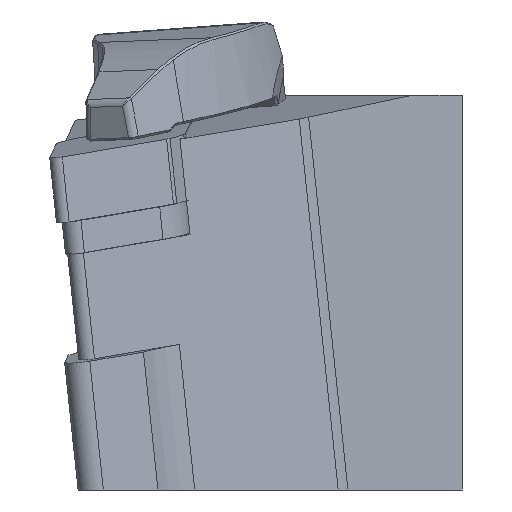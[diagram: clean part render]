
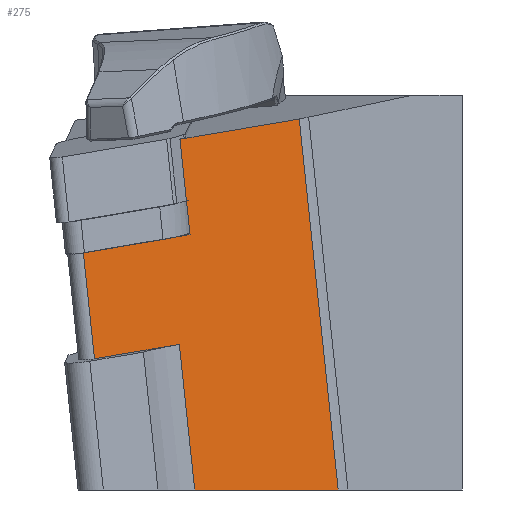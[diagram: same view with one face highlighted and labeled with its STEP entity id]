
A CAD part, left-side view. The second image highlights one B-rep face of the part: STEP entity #275.
In plain terms, the highlighted planar face has unit normal (-0.849, -0.527, -0.034).
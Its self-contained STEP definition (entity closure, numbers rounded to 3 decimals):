
#275=ADVANCED_FACE('',(#475),#406,.T.);
#406=PLANE('',#2369);
#475=FACE_OUTER_BOUND('',#605,.T.);
#605=EDGE_LOOP('',(#804,#805,#806,#807,#808,#809,#810,#811,#812));
#804=ORIENTED_EDGE('',*,*,#1694,.T.);
#805=ORIENTED_EDGE('',*,*,#1695,.T.);
#806=ORIENTED_EDGE('',*,*,#1696,.T.);
#807=ORIENTED_EDGE('',*,*,#1697,.T.);
#808=ORIENTED_EDGE('',*,*,#1698,.F.);
#809=ORIENTED_EDGE('',*,*,#1699,.F.);
#810=ORIENTED_EDGE('',*,*,#1666,.T.);
#811=ORIENTED_EDGE('',*,*,#1642,.F.);
#812=ORIENTED_EDGE('',*,*,#1646,.T.);
#1425=VERTEX_POINT('',#3098);
#1426=VERTEX_POINT('',#3100);
#1427=VERTEX_POINT('',#3105);
#1445=VERTEX_POINT('',#3180);
#1467=VERTEX_POINT('',#3235);
#1468=VERTEX_POINT('',#3237);
#1469=VERTEX_POINT('',#3239);
#1470=VERTEX_POINT('',#3241);
#1471=VERTEX_POINT('',#3243);
#1642=EDGE_CURVE('',#1425,#1426,#1985,.T.);
#1646=EDGE_CURVE('',#1425,#1427,#1988,.T.);
#1666=EDGE_CURVE('',#1445,#1426,#2000,.T.);
#1694=EDGE_CURVE('',#1427,#1467,#2027,.T.);
#1695=EDGE_CURVE('',#1467,#1468,#2028,.T.);
#1696=EDGE_CURVE('',#1468,#1469,#2029,.T.);
#1697=EDGE_CURVE('',#1469,#1470,#2030,.T.);
#1698=EDGE_CURVE('',#1471,#1470,#2031,.T.);
#1699=EDGE_CURVE('',#1445,#1471,#2032,.T.);
#1985=LINE('',#3099,#2173);
#1988=LINE('',#3106,#2176);
#2000=LINE('',#3179,#2188);
#2027=LINE('',#3234,#2215);
#2028=LINE('',#3236,#2216);
#2029=LINE('',#3238,#2217);
#2030=LINE('',#3240,#2218);
#2031=LINE('',#3242,#2219);
#2032=LINE('',#3244,#2220);
#2173=VECTOR('',#2544,1.);
#2176=VECTOR('',#2551,1.);
#2188=VECTOR('',#2579,1.);
#2215=VECTOR('',#2618,1.);
#2216=VECTOR('',#2619,1.);
#2217=VECTOR('',#2620,1.);
#2218=VECTOR('',#2621,1.);
#2219=VECTOR('',#2622,1.);
#2220=VECTOR('',#2623,1.);
#2369=AXIS2_PLACEMENT_3D('',#3245,#2624,#2625);
#2544=DIRECTION('',(-0.105,0.104,0.989));
#2551=DIRECTION('',(-0.518,0.843,-0.143));
#2579=DIRECTION('',(-0.518,0.843,-0.143));
#2618=DIRECTION('',(-0.518,0.843,-0.143));
#2619=DIRECTION('',(0.105,-0.104,-0.989));
#2620=DIRECTION('',(0.518,-0.843,0.143));
#2621=DIRECTION('',(0.105,-0.104,-0.989));
#2622=DIRECTION('',(-0.527,0.85,0.));
#2623=DIRECTION('',(0.105,-0.104,-0.989));
#2624=DIRECTION('',(-0.849,-0.527,-0.034));
#2625=DIRECTION('',(-0.527,0.85,0.));
#3098=CARTESIAN_POINT('',(9.537,26.345,-7.293));
#3099=CARTESIAN_POINT('',(10.621,25.266,-17.55));
#3100=CARTESIAN_POINT('',(8.562,27.314,1.935));
#3105=CARTESIAN_POINT('',(8.663,27.768,-7.535));
#3106=CARTESIAN_POINT('',(7.206,30.141,-7.939));
#3179=CARTESIAN_POINT('',(-19.406,72.874,-5.809));
#3180=CARTESIAN_POINT('',(15.639,15.785,3.895));
#3234=CARTESIAN_POINT('',(7.206,30.141,-7.939));
#3235=CARTESIAN_POINT('',(3.2,36.668,-9.048));
#3236=CARTESIAN_POINT('',(4.284,35.59,-19.305));
#3237=CARTESIAN_POINT('',(4.284,35.59,-19.305));
#3238=CARTESIAN_POINT('',(17.699,13.737,-15.59));
#3239=CARTESIAN_POINT('',(9.325,27.377,-17.909));
#3240=CARTESIAN_POINT('',(4.099,32.575,31.545));
#3241=CARTESIAN_POINT('',(10.815,25.896,-32.));
#3242=CARTESIAN_POINT('',(14.395,20.128,-32.));
#3243=CARTESIAN_POINT('',(19.433,12.012,-32.));
#3244=CARTESIAN_POINT('',(17.699,13.737,-15.59));
#3245=CARTESIAN_POINT('',(17.699,13.737,-15.59));
